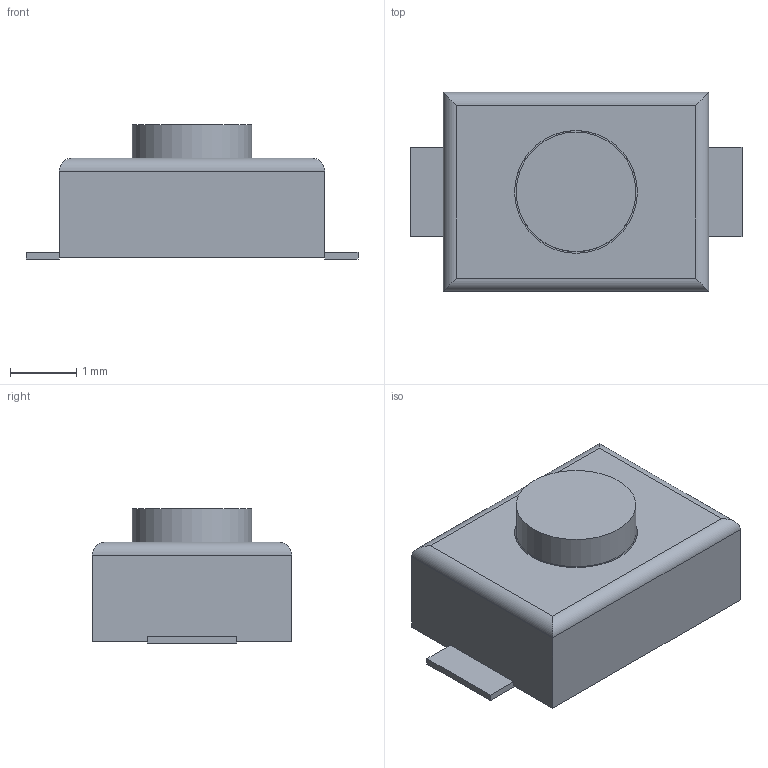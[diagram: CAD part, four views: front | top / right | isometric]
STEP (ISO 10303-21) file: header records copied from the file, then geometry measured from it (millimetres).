
FILE_DESCRIPTION(/* description */ ('STEP AP242','CAx-IF Rec.Pracs.---Representation and Presentation of Product Manufacturing Information (PMI)---4.0---2014-10-13','CAx-IF Rec.Pracs.---3D Tessellated Geometry---0.4---2014-09-14','2;1'),/* implementation_level */ '2;1');
FILE_NAME(/* name */ '67024349f527466fade104c5',/* time_stamp */ '2024-10-06T07:59:06Z',/* author */ (''),/* organization */ (''),/* preprocessor_version */ 'ST-DEVELOPER v20',/* originating_system */ ' ',/* authorisation */ ' ');
FILE_SCHEMA (('AP242_MANAGED_MODEL_BASED_3D_ENGINEERING_MIM_LF { 1 0 10303 442 1 1 4 }'));
Length unit declared in the file: metre
Products named in the file (4): Housing; Lead2; Button; Lead1
Bounding box: 5 x 3 x 2.02 mm (x, y, z)
Volume: 19.1 mm3; surface area: 66.6 mm2
Topology: 4 solids, 4 shells, 29 faces, 53 edges, 34 vertices
Faces by surface type: plane 22, cylinder 7
Full cylindrical faces by diameter (mm): 1.8 x2, 1.85 x1
Entity records: 789 total; most frequent: DIRECTION 126, CARTESIAN_POINT 117, ORIENTED_EDGE 100, EDGE_CURVE 50, AXIS2_PLACEMENT_3D 43, LINE 40, VECTOR 40, VERTEX_POINT 34
